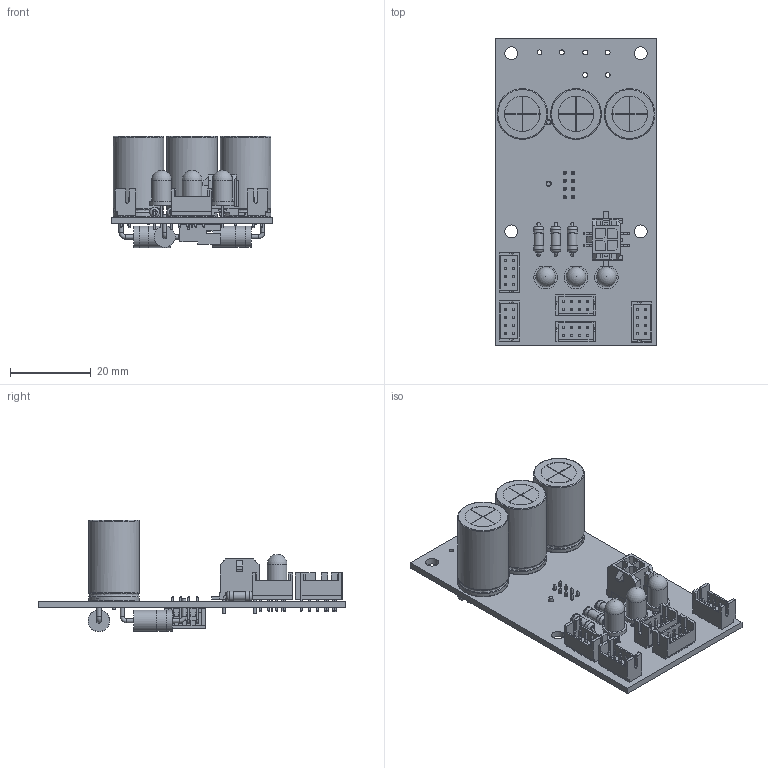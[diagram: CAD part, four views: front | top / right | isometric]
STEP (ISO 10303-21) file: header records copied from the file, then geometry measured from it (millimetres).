
FILE_DESCRIPTION(('KiCad electronic assembly'),'2;1');
FILE_NAME('reachy_power.step','2021-02-04T17:37:09',('An Author'),( 'A Company'),'Open CASCADE STEP processor 7.5', 'KiCad to STEP converter','Unknown');
FILE_SCHEMA(('AUTOMOTIVE_DESIGN { 1 0 10303 214 1 1 1 1 }'));
Length unit declared in the file: millimetre
Products named in the file (30): Open CASCADE STEP translator 7.5 1; C_Radial_D12.5mm_H20.0mm_P5.00mm; SOLID; 430450418; COMPOUND; DF11-8DP-2DS; D_DO-201AE_P15.24mm_Horizontal; LED_D5.0mm; D_DO-201_P15.24mm_Horizontal; R_Axial_DIN0207_L6.3mm_D2.5mm_P7.62mm_Horizontal; DF11-8DP-2DSA
Assembly tree (40 placements, depth 3):
  Open CASCADE STEP translator 7.5 1
    C_Radial_D12.5mm_H20.0mm_P5.00mm  x3
      SOLID
    430450418
      COMPOUND
    DF11-8DP-2DS
      SOLID
      SOLID
      SOLID
      SOLID
      SOLID
      SOLID
      SOLID
      SOLID
      SOLID
      SOLID
      SOLID
      SOLID
      SOLID
    D_DO-201AE_P15.24mm_Horizontal
      SOLID
    LED_D5.0mm  x3
      SOLID
    D_DO-201_P15.24mm_Horizontal  x2
      SOLID
    R_Axial_DIN0207_L6.3mm_D2.5mm_P7.62mm_Horizontal  x3
      SOLID
    DF11-8DP-2DSA  x5
      COMPOUND
    COMPOUND
Bounding box: 40 x 76 x 27.51 mm (x, y, z)
Volume: 14478.1 mm3; surface area: 15539.8 mm2
Topology: 32 solids, 35 shells, 1797 faces, 4377 edges, 2807 vertices
Faces by surface type: plane 1557, cylinder 184, bspline 26, torus 21, revolution 6, sphere 3
Full cylindrical faces by diameter (mm): 0.6 x12, 0.8 x20, 0.85 x40, 0.9 x6, 1 x14, 1.1 x4, 1.199 x6, 1.3 x6, 2.25 x3, 2.5 x6, 3.2 x4, 4.9 x3, 5.21 x4, 5.23 x2, 5.3 x2, 5.32 x1, 8.75 x9, 12.5 x6
Entity records: 60226 total; most frequent: CARTESIAN_POINT 13087, DIRECTION 8278, LINE 5773, VECTOR 5773, ORIENTED_EDGE 4284, PCURVE 4284, DEFINITIONAL_REPRESENTATION 4284, EDGE_CURVE 2142
